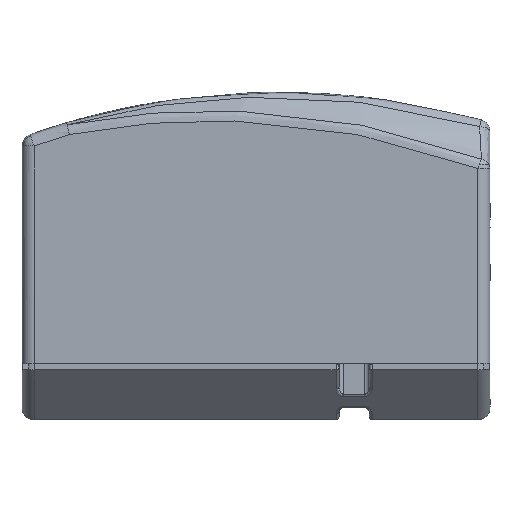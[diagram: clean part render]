
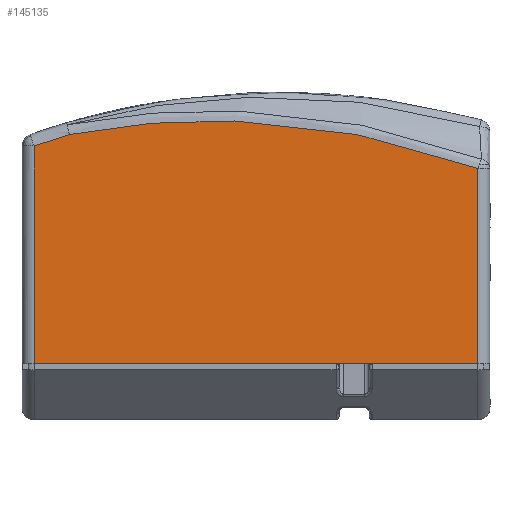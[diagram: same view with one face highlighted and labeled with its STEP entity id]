
A CAD part, left-side view. The second image highlights one B-rep face of the part: STEP entity #145135.
In plain terms, the highlighted planar face has unit normal (-1, 0, 0).
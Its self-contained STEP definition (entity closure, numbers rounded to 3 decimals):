
#3264 = LINE ( 'NONE', #74582, #104952 ) ;
#4608 = EDGE_CURVE ( 'NONE', #186352, #111814, #15590, .T. ) ;
#5567 = PLANE ( 'NONE',  #61121 ) ;
#6494 = FACE_OUTER_BOUND ( 'NONE', #164877, .T. ) ;
#11008 = CARTESIAN_POINT ( 'NONE',  ( -75., -290.5, 101.921 ) ) ;
#11520 = EDGE_CURVE ( 'NONE', #127682, #158713, #109515, .T. ) ;
#14782 = CARTESIAN_POINT ( 'NONE',  ( -75., -185.756, 128.309 ) ) ;
#15590 = LINE ( 'NONE', #148573, #153395 ) ;
#15705 = CARTESIAN_POINT ( 'NONE',  ( -75., -100.534, 132.921 ) ) ;
#16643 = CARTESIAN_POINT ( 'NONE',  ( -75., -32.559, 126.049 ) ) ;
#17589 = CARTESIAN_POINT ( 'NONE',  ( -75., -290.5, 101.921 ) ) ;
#28082 = CARTESIAN_POINT ( 'NONE',  ( -75., -21.379, 123.877 ) ) ;
#29480 = ORIENTED_EDGE ( 'NONE', *, *, #4608, .T. ) ;
#30879 = CARTESIAN_POINT ( 'NONE',  ( -75., -43.807, 127.837 ) ) ;
#31488 = CARTESIAN_POINT ( 'NONE',  ( -75., 2., 116.356 ) ) ;
#31760 = DIRECTION ( 'NONE',  ( 0., 0., -1. ) ) ;
#31832 = CARTESIAN_POINT ( 'NONE',  ( -75., -236.079, 118.624 ) ) ;
#32442 = CARTESIAN_POINT ( 'NONE',  ( -75., -5.73, 119.057 ) ) ;
#34996 = DIRECTION ( 'NONE',  ( 0., 1., 0. ) ) ;
#42341 = CARTESIAN_POINT ( 'NONE',  ( -75., -163.127, 130.937 ) ) ;
#45164 = CARTESIAN_POINT ( 'NONE',  ( -75., -66.446, 130.525 ) ) ;
#46106 = CARTESIAN_POINT ( 'NONE',  ( -75., -83.468, 131.977 ) ) ;
#51180 = CARTESIAN_POINT ( 'NONE',  ( -75., -300., -28. ) ) ;
#53837 = VERTEX_POINT ( 'NONE', #85195 ) ;
#56545 = EDGE_CURVE ( 'NONE', #186352, #53837, #3264, .T. ) ;
#58524 = CARTESIAN_POINT ( 'NONE',  ( -75., -134.717, 132.863 ) ) ;
#60401 = CARTESIAN_POINT ( 'NONE',  ( -75., -227.765, 120.591 ) ) ;
#60894 = EDGE_CURVE ( 'NONE', #111814, #158713, #121519, .T. ) ;
#61121 = AXIS2_PLACEMENT_3D ( 'NONE', #66381, #92032, #34996 ) ;
#62891 = CARTESIAN_POINT ( 'NONE',  ( -75., -21.379, 123.877 ) ) ;
#66381 = CARTESIAN_POINT ( 'NONE',  ( -75., -146.664, 47.41 ) ) ;
#68794 = CARTESIAN_POINT ( 'NONE',  ( -75., 2., 9.705 ) ) ;
#71832 = CARTESIAN_POINT ( 'NONE',  ( -75., -197.016, 126.585 ) ) ;
#72759 = CARTESIAN_POINT ( 'NONE',  ( -75., -168.797, 130.376 ) ) ;
#74582 = CARTESIAN_POINT ( 'NONE',  ( -75., -292., 89.705 ) ) ;
#74600 = CARTESIAN_POINT ( 'NONE',  ( -75., 2., 116.356 ) ) ;
#75568 = CARTESIAN_POINT ( 'NONE',  ( -75., -74.948, 131.36 ) ) ;
#76880 = LINE ( 'NONE', #51180, #137169 ) ;
#82325 = VECTOR ( 'NONE', #185591, 1000. ) ;
#85195 = CARTESIAN_POINT ( 'NONE',  ( -75., -292., -28. ) ) ;
#85599 = ORIENTED_EDGE ( 'NONE', *, *, #106013, .F. ) ;
#85810 = LINE ( 'NONE', #68794, #82325 ) ;
#85819 = ORIENTED_EDGE ( 'NONE', *, *, #56545, .F. ) ;
#87922 = CARTESIAN_POINT ( 'NONE',  ( -75., -230.54, 119.951 ) ) ;
#89820 = CARTESIAN_POINT ( 'NONE',  ( -75., -111.92, 133.161 ) ) ;
#92032 = DIRECTION ( 'NONE',  ( 1., 0., 0. ) ) ;
#94338 = ORIENTED_EDGE ( 'NONE', *, *, #11520, .F. ) ;
#94971 = ORIENTED_EDGE ( 'NONE', *, *, #60894, .T. ) ;
#102785 = CARTESIAN_POINT ( 'NONE',  ( -75., -13.524, 121.565 ) ) ;
#103121 = CARTESIAN_POINT ( 'NONE',  ( -75., -60.782, 129.919 ) ) ;
#104952 = VECTOR ( 'NONE', #31760, 1000. ) ;
#106013 = EDGE_CURVE ( 'NONE', #53837, #154129, #76880, .T. ) ;
#109515 =( BOUNDED_CURVE ( )  B_SPLINE_CURVE ( 3, ( #31488, #32442, #102785, #62891 ),
 .UNSPECIFIED., .F., .F. ) 
 B_SPLINE_CURVE_WITH_KNOTS ( ( 4, 4 ),
 ( 0., 1. ),
 .UNSPECIFIED. ) 
 CURVE ( )  GEOMETRIC_REPRESENTATION_ITEM ( )  RATIONAL_B_SPLINE_CURVE ( ( 1., 1., 1., 1. ) ) 
 REPRESENTATION_ITEM ( '' )  );
#111814 = VERTEX_POINT ( 'NONE', #11008 ) ;
#114610 = CARTESIAN_POINT ( 'NONE',  ( -75., -146.093, 132.326 ) ) ;
#117418 = CARTESIAN_POINT ( 'NONE',  ( -75., -285.162, 103.898 ) ) ;
#119158 = EDGE_CURVE ( 'NONE', #154129, #127682, #85810, .T. ) ;
#121519 = B_SPLINE_CURVE_WITH_KNOTS ( 'NONE', 3,
 ( #17589, #117418, #132579, #158239, #161979, #172498, #187715, #144958, #176269, #31832, #87922, #60401, #175344, #130673, #146798, #71832, #145876, #14782, #131618, #72759, #42341, #114610, #58524, #89820, #15705, #46106, #75568, #45164, #103121, #161053, #30879, #16643, #28082 ),
 .UNSPECIFIED., .F., .F.,
 ( 4, 1, 1, 2, 2, 1, 2, 2, 1, 2, 2, 2, 2, 2, 2, 1, 2, 2, 4 ),
 ( 0., 0.063, 0.094, 0.109, 0.125, 0.188, 0.219, 0.25, 0.313, 0.344, 0.375, 0.438, 0.5, 0.625, 0.75, 0.813, 0.844, 0.875, 1. ),
 .UNSPECIFIED. ) ;
#122457 = DIRECTION ( 'NONE',  ( 0., 1., 0. ) ) ;
#127682 = VERTEX_POINT ( 'NONE', #74600 ) ;
#130673 = CARTESIAN_POINT ( 'NONE',  ( -75., -211.041, 124.148 ) ) ;
#131506 = DIRECTION ( 'NONE',  ( 0., 0.937, 0.349 ) ) ;
#131618 = CARTESIAN_POINT ( 'NONE',  ( -75., -180.111, 129.063 ) ) ;
#132579 = CARTESIAN_POINT ( 'NONE',  ( -75., -277.104, 106.726 ) ) ;
#134306 = CARTESIAN_POINT ( 'NONE',  ( -75., -292., 101.363 ) ) ;
#137169 = VECTOR ( 'NONE', #122457, 1000. ) ;
#141728 = CARTESIAN_POINT ( 'NONE',  ( -75., -21.379, 123.877 ) ) ;
#144958 = CARTESIAN_POINT ( 'NONE',  ( -75., -252.605, 114.291 ) ) ;
#145135 = ADVANCED_FACE ( 'NONE', ( #6494 ), #5567, .F. ) ;
#145876 = CARTESIAN_POINT ( 'NONE',  ( -75., -194.206, 127.033 ) ) ;
#146798 = CARTESIAN_POINT ( 'NONE',  ( -75., -202.631, 125.639 ) ) ;
#148329 = CARTESIAN_POINT ( 'NONE',  ( -75., 2., -28. ) ) ;
#148573 = CARTESIAN_POINT ( 'NONE',  ( -75., -292., 101.363 ) ) ;
#153395 = VECTOR ( 'NONE', #131506, 1000. ) ;
#154129 = VERTEX_POINT ( 'NONE', #148329 ) ;
#158239 = CARTESIAN_POINT ( 'NONE',  ( -75., -267.616, 109.784 ) ) ;
#158713 = VERTEX_POINT ( 'NONE', #141728 ) ;
#161053 = CARTESIAN_POINT ( 'NONE',  ( -75., -57.953, 129.593 ) ) ;
#161979 = CARTESIAN_POINT ( 'NONE',  ( -75., -263.531, 111.044 ) ) ;
#164877 = EDGE_LOOP ( 'NONE', ( #94338, #183026, #85599, #85819, #29480, #94971 ) ) ;
#172498 = CARTESIAN_POINT ( 'NONE',  ( -75., -260.804, 111.872 ) ) ;
#175344 = CARTESIAN_POINT ( 'NONE',  ( -75., -219.415, 122.441 ) ) ;
#176269 = CARTESIAN_POINT ( 'NONE',  ( -75., -244.37, 116.563 ) ) ;
#183026 = ORIENTED_EDGE ( 'NONE', *, *, #119158, .F. ) ;
#185591 = DIRECTION ( 'NONE',  ( 0., 0., 1. ) ) ;
#186352 = VERTEX_POINT ( 'NONE', #134306 ) ;
#187715 = CARTESIAN_POINT ( 'NONE',  ( -75., -259.437, 112.28 ) ) ;
